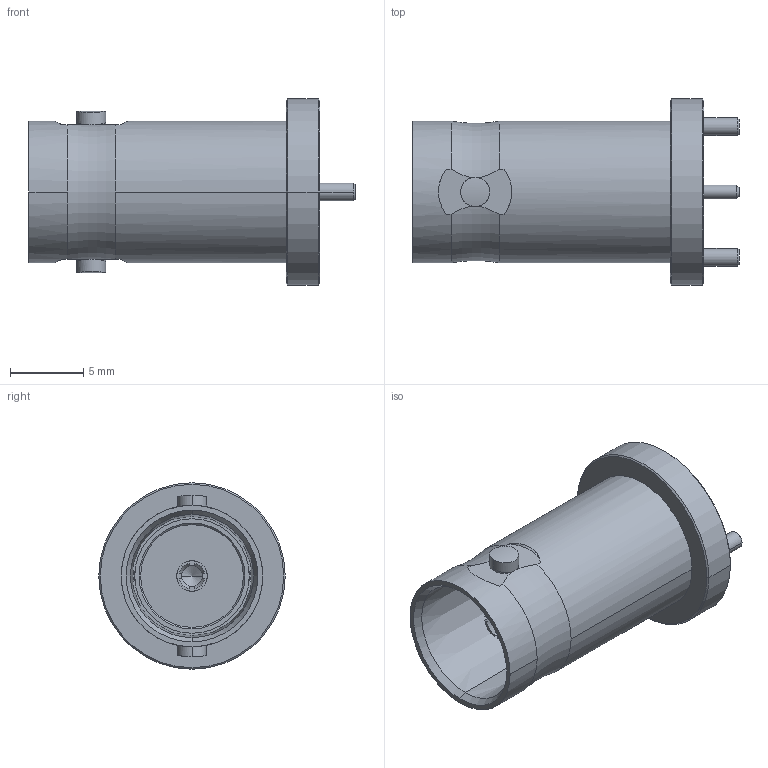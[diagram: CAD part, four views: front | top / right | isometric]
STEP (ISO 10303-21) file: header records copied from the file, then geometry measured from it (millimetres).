
FILE_DESCRIPTION((''),'2;1');
FILE_NAME('112405-10-2','2015-06-05T',('Rajagopal'),(''),'PRO/ENGINEER BY PARAMETRIC TECHNOLOGY CORPORATION, 2014440','PRO/ENGINEER BY PARAMETRIC TECHNOLOGY CORPORATION, 2014440','');
FILE_SCHEMA(('CONFIG_CONTROL_DESIGN'));
Length unit declared in the file: millimetre
Products named in the file (1): 112405-10-2
Bounding box: 22.22 x 12.7 x 12.7 mm (x, y, z)
Surface area: 1190.3 mm2 (no closed solid volume)
Topology: 0 solids, 6 shells, 69 faces, 214 edges, 145 vertices
Faces by surface type: cone 26, cylinder 24, plane 17, torus 2
Entity records: 2595 total; most frequent: CARTESIAN_POINT 664, DIRECTION 422, ORIENTED_EDGE 350, EDGE_CURVE 212, AXIS2_PLACEMENT_3D 173, VERTEX_POINT 145, CIRCLE 104, EDGE_LOOP 77
